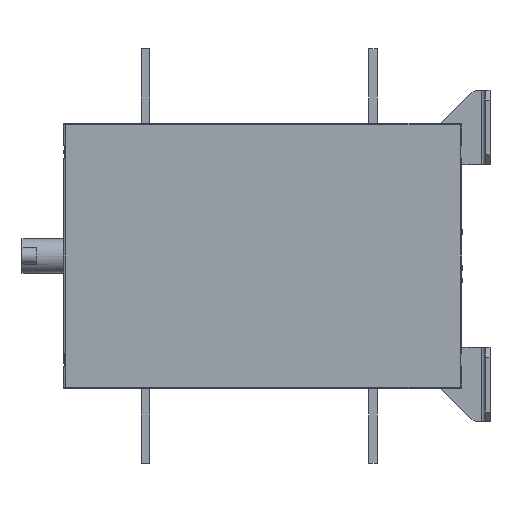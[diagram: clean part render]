
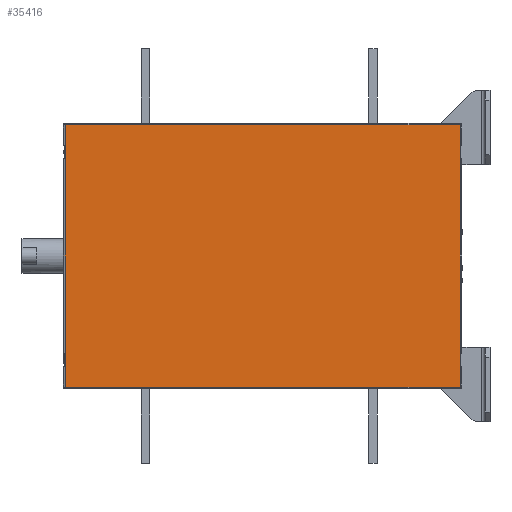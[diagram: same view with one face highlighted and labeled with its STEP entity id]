
A CAD part, left-side view. The second image highlights one B-rep face of the part: STEP entity #35416.
In plain terms, the highlighted planar face has unit normal (-1, 0, 0).
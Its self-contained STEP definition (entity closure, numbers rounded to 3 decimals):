
#4140 = CARTESIAN_POINT ( 'NONE',  ( -143.5, 240., -79. ) ) ;
#4526 = DIRECTION ( 'NONE',  ( 0., 0., -1. ) ) ;
#4591 = LINE ( 'NONE', #4140, #35329 ) ;
#4991 = CARTESIAN_POINT ( 'NONE',  ( -143.5, 239., 79. ) ) ;
#5470 = LINE ( 'NONE', #6640, #16674 ) ;
#5995 = ORIENTED_EDGE ( 'NONE', *, *, #18300, .T. ) ;
#6640 = CARTESIAN_POINT ( 'NONE',  ( -143.5, 240., 79. ) ) ;
#6835 = EDGE_CURVE ( 'NONE', #9284, #29346, #5470, .T. ) ;
#7036 = VERTEX_POINT ( 'NONE', #14776 ) ;
#8712 = DIRECTION ( 'NONE',  ( 0., 0., -1. ) ) ;
#8758 = DIRECTION ( 'NONE',  ( 0., 0., 1. ) ) ;
#9284 = VERTEX_POINT ( 'NONE', #15938 ) ;
#10736 = EDGE_CURVE ( 'NONE', #36347, #7036, #4591, .T. ) ;
#11739 = CARTESIAN_POINT ( 'NONE',  ( -143.5, 1., 79. ) ) ;
#11826 = CARTESIAN_POINT ( 'NONE',  ( -143.5, 239., 80. ) ) ;
#13360 = PLANE ( 'NONE',  #38146 ) ;
#14776 = CARTESIAN_POINT ( 'NONE',  ( -143.5, 1., -79. ) ) ;
#15938 = CARTESIAN_POINT ( 'NONE',  ( -143.5, 1., 79. ) ) ;
#16641 = DIRECTION ( 'NONE',  ( 0., 1., 0. ) ) ;
#16674 = VECTOR ( 'NONE', #16641, 1000. ) ;
#18300 = EDGE_CURVE ( 'NONE', #29346, #36347, #37616, .T. ) ;
#20102 = VECTOR ( 'NONE', #8758, 1000. ) ;
#20205 = FACE_OUTER_BOUND ( 'NONE', #28364, .T. ) ;
#25005 = VECTOR ( 'NONE', #8712, 1000. ) ;
#25492 = CARTESIAN_POINT ( 'NONE',  ( -143.5, 240., 80. ) ) ;
#27214 = ORIENTED_EDGE ( 'NONE', *, *, #6835, .T. ) ;
#27988 = LINE ( 'NONE', #11739, #20102 ) ;
#28252 = ORIENTED_EDGE ( 'NONE', *, *, #38017, .T. ) ;
#28364 = EDGE_LOOP ( 'NONE', ( #31619, #28252, #27214, #5995 ) ) ;
#29346 = VERTEX_POINT ( 'NONE', #4991 ) ;
#31619 = ORIENTED_EDGE ( 'NONE', *, *, #10736, .T. ) ;
#33421 = DIRECTION ( 'NONE',  ( 0., -1., 0. ) ) ;
#34591 = DIRECTION ( 'NONE',  ( 1., 0., 0. ) ) ;
#35017 = CARTESIAN_POINT ( 'NONE',  ( -143.5, 239., -79. ) ) ;
#35329 = VECTOR ( 'NONE', #33421, 1000. ) ;
#35416 = ADVANCED_FACE ( 'NONE', ( #20205 ), #13360, .F. ) ;
#36347 = VERTEX_POINT ( 'NONE', #35017 ) ;
#37616 = LINE ( 'NONE', #11826, #25005 ) ;
#38017 = EDGE_CURVE ( 'NONE', #7036, #9284, #27988, .T. ) ;
#38146 = AXIS2_PLACEMENT_3D ( 'NONE', #25492, #34591, #4526 ) ;
